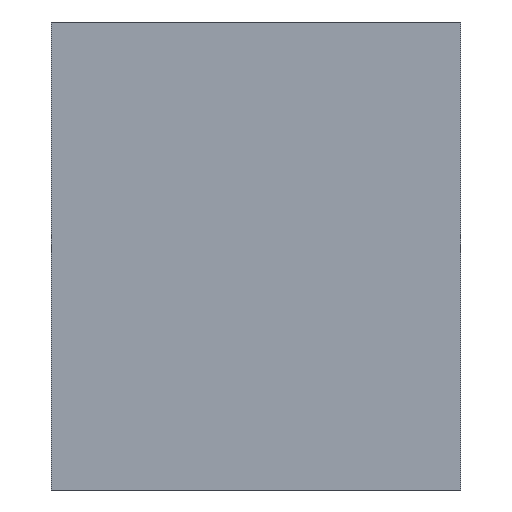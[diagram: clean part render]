
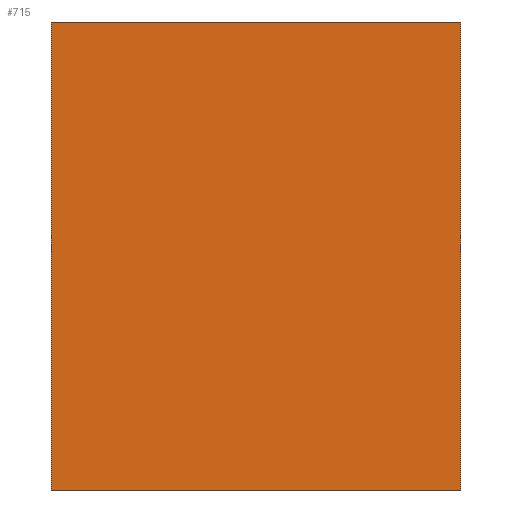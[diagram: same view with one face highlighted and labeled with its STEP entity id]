
A CAD part, left-side view. The second image highlights one B-rep face of the part: STEP entity #715.
In plain terms, the highlighted planar face has unit normal (-1, 0, 0).
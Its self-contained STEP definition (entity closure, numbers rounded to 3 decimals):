
#32=PLANE('',#773);
#72=FACE_OUTER_BOUND('',#114,.T.);
#114=EDGE_LOOP('',(#639,#640,#641,#642));
#198=LINE('',#2689,#245);
#209=LINE('',#2716,#256);
#220=LINE('',#2738,#267);
#221=LINE('',#2740,#268);
#245=VECTOR('',#861,10.);
#256=VECTOR('',#884,10.);
#267=VECTOR('',#905,10.);
#268=VECTOR('',#908,10.);
#322=VERTEX_POINT('',#2687);
#323=VERTEX_POINT('',#2688);
#333=VERTEX_POINT('',#2714);
#339=VERTEX_POINT('',#2736);
#418=EDGE_CURVE('',#322,#323,#198,.T.);
#431=EDGE_CURVE('',#333,#322,#209,.T.);
#442=EDGE_CURVE('',#339,#333,#220,.T.);
#443=EDGE_CURVE('',#339,#323,#221,.T.);
#639=ORIENTED_EDGE('',*,*,#442,.F.);
#640=ORIENTED_EDGE('',*,*,#443,.T.);
#641=ORIENTED_EDGE('',*,*,#418,.F.);
#642=ORIENTED_EDGE('',*,*,#431,.F.);
#715=ADVANCED_FACE('',(#72),#32,.T.);
#773=AXIS2_PLACEMENT_3D('',#2739,#906,#907);
#861=DIRECTION('',(0.,0.,1.));
#884=DIRECTION('',(0.,1.,0.));
#905=DIRECTION('',(0.,0.,-1.));
#906=DIRECTION('center_axis',(-1.,0.,0.));
#907=DIRECTION('ref_axis',(0.,-1.,0.));
#908=DIRECTION('',(0.,1.,0.));
#2687=CARTESIAN_POINT('',(-24.756,5.25,-23.875));
#2688=CARTESIAN_POINT('',(-24.756,5.25,8.125));
#2689=CARTESIAN_POINT('',(-24.756,5.25,-20.875));
#2714=CARTESIAN_POINT('',(-24.756,-22.75,-23.875));
#2716=CARTESIAN_POINT('',(-24.756,-22.75,-23.875));
#2736=CARTESIAN_POINT('',(-24.756,-22.75,8.125));
#2738=CARTESIAN_POINT('',(-24.756,-22.75,-20.875));
#2739=CARTESIAN_POINT('Origin',(-24.756,-0.75,-20.875));
#2740=CARTESIAN_POINT('',(-24.756,-0.75,8.125));
